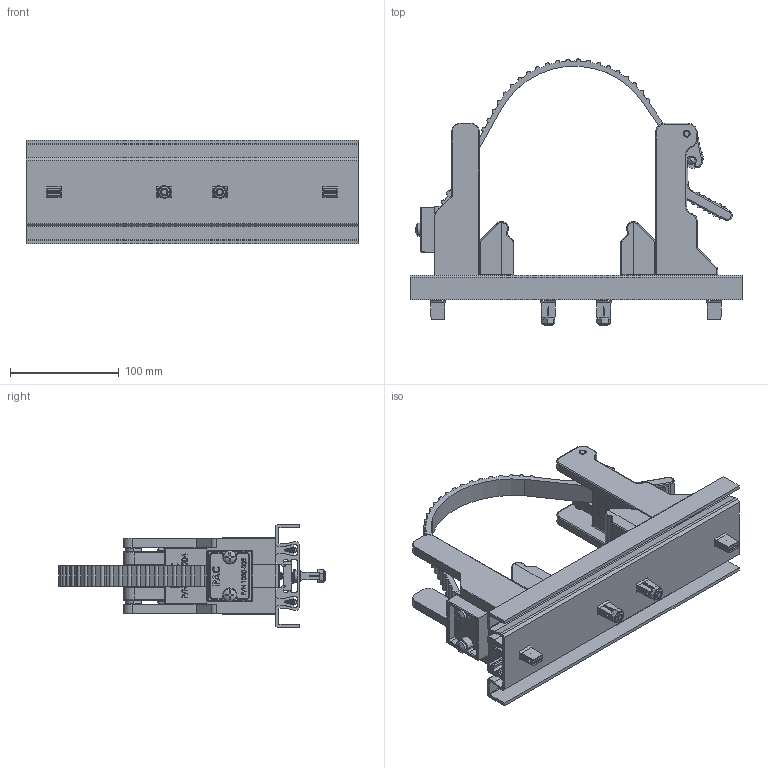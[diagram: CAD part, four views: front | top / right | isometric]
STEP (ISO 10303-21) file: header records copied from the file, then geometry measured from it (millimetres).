
FILE_DESCRIPTION (( 'STEP AP203' ), '1' );
FILE_NAME ('K5020.STEP', '2014-04-22T15:26:01', ( 'jgonzalez' ), ( '' ), 'SwSTEP 2.0', 'SolidWorks 2010', '' );
FILE_SCHEMA (( 'CONFIG_CONTROL_DESIGN' ));
Length unit declared in the file: inch
Products named in the file (19): K5020; 1020-901; 1020-204; 1020-203; 1020-401; 1020-201; 1020-202; 1020-206; 2023_collapsed; 1020-205 (in use); 1020-207-12; 7016 Spread_step7; 2046; 7048_2"; 3017_HFBOLT 0.25-20x1.25x0.75-C; 2069LN_MSHXNUT 0.250-20-S-N; 7003; 2049; 7016
Assembly tree (39 placements, depth 3):
  K5020
    1020-206  x2
    2046  x4
    3017_HFBOLT 0.25-20x1.25x0.75-C  x4
    7016 Spread_step7  x4
    1020-207-12
    1020-201
    1020-901
      1020-401  x2
      1020-203
      1020-204
    7003
      7016  x4
      2049  x4
    2023_collapsed  x2
    1020-202
    1020-205 (in use)
    7048_2"
      2069LN_MSHXNUT 0.250-20-S-N  x2
      3017_HFBOLT 0.25-20x1.25x0.75-C  x2
Bounding box: 304.8 x 244.31 x 95.25 mm (x, y, z)
Volume: 673404.5 mm3; surface area: 328380.3 mm2
Topology: 45 solids, 45 shells, 4177 faces, 10304 edges, 6332 vertices
Faces by surface type: plane 1368, cone 1176, cylinder 824, bspline 583, torus 166, sphere 60
Entity records: 82981 total; most frequent: CARTESIAN_POINT 34527, ORIENTED_EDGE 9988, DIRECTION 8804, EDGE_CURVE 4994, VERTEX_POINT 3128, AXIS2_PLACEMENT_3D 3005, VECTOR 2794, LINE 2794
